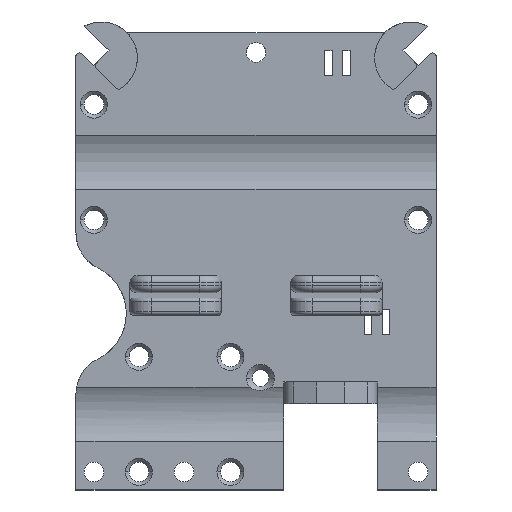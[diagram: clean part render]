
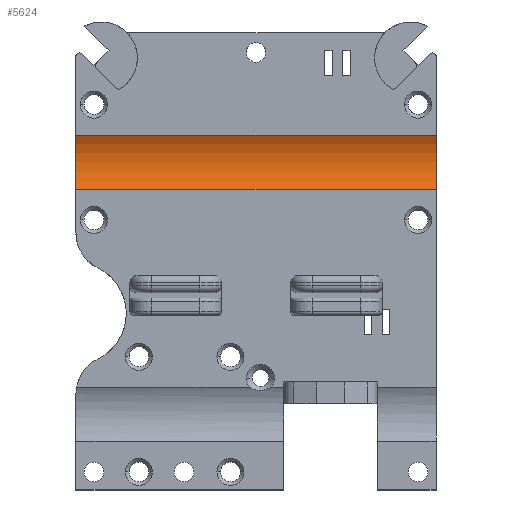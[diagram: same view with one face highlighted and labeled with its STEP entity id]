
A CAD part, top view. The second image highlights one B-rep face of the part: STEP entity #5624.
In plain terms, the highlighted cylindrical face has radius 15 mm (diameter 30 mm), a partial arc.
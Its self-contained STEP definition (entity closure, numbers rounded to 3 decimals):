
#23 = CARTESIAN_POINT ( 'NONE',  ( 0., 83.517, 6. ) ) ;
#113 = ORIENTED_EDGE ( 'NONE', *, *, #4012, .T. ) ;
#139 = VERTEX_POINT ( 'NONE', #5383 ) ;
#284 = EDGE_CURVE ( 'NONE', #7404, #7360, #10373, .T. ) ;
#1294 = EDGE_CURVE ( 'NONE', #139, #1513, #3075, .T. ) ;
#1392 = EDGE_LOOP ( 'NONE', ( #113, #5789, #6724, #8343 ) ) ;
#1513 = VERTEX_POINT ( 'NONE', #23 ) ;
#1917 = CARTESIAN_POINT ( 'NONE',  ( 0., 98.483, 6. ) ) ;
#2034 = AXIS2_PLACEMENT_3D ( 'NONE', #3200, #2301, #3093 ) ;
#2301 = DIRECTION ( 'NONE',  ( -1., 0., 0. ) ) ;
#2447 = CARTESIAN_POINT ( 'NONE',  ( 100., 91., 19. ) ) ;
#2708 = CIRCLE ( 'NONE', #2034, 15. ) ;
#3024 = CARTESIAN_POINT ( 'NONE',  ( 100., 91., 19. ) ) ;
#3075 = LINE ( 'NONE', #4553, #7012 ) ;
#3093 = DIRECTION ( 'NONE',  ( 0., 0., 1. ) ) ;
#3200 = CARTESIAN_POINT ( 'NONE',  ( 0., 91., 19. ) ) ;
#3708 = DIRECTION ( 'NONE',  ( 0., 0., 1. ) ) ;
#4012 = EDGE_CURVE ( 'NONE', #7360, #1513, #2708, .T. ) ;
#4553 = CARTESIAN_POINT ( 'NONE',  ( 100., 83.517, 6. ) ) ;
#4632 = AXIS2_PLACEMENT_3D ( 'NONE', #2447, #9645, #8708 ) ;
#5383 = CARTESIAN_POINT ( 'NONE',  ( 100., 83.517, 6. ) ) ;
#5485 = DIRECTION ( 'NONE',  ( -1., 0., 0. ) ) ;
#5624 = ADVANCED_FACE ( 'NONE', ( #8914 ), #6509, .F. ) ;
#5789 = ORIENTED_EDGE ( 'NONE', *, *, #1294, .F. ) ;
#6215 = EDGE_CURVE ( 'NONE', #7404, #139, #7479, .T. ) ;
#6334 = CARTESIAN_POINT ( 'NONE',  ( 100., 98.483, 6. ) ) ;
#6509 = CYLINDRICAL_SURFACE ( 'NONE', #4632, 15. ) ;
#6724 = ORIENTED_EDGE ( 'NONE', *, *, #6215, .F. ) ;
#6803 = VECTOR ( 'NONE', #5485, 1000. ) ;
#6975 = CARTESIAN_POINT ( 'NONE',  ( 100., 98.483, 6. ) ) ;
#7012 = VECTOR ( 'NONE', #9326, 1000. ) ;
#7360 = VERTEX_POINT ( 'NONE', #1917 ) ;
#7404 = VERTEX_POINT ( 'NONE', #6975 ) ;
#7479 = CIRCLE ( 'NONE', #9639, 15. ) ;
#8343 = ORIENTED_EDGE ( 'NONE', *, *, #284, .T. ) ;
#8593 = DIRECTION ( 'NONE',  ( -1., 0., 0. ) ) ;
#8708 = DIRECTION ( 'NONE',  ( 0., 0., 1. ) ) ;
#8914 = FACE_OUTER_BOUND ( 'NONE', #1392, .T. ) ;
#9326 = DIRECTION ( 'NONE',  ( -1., 0., 0. ) ) ;
#9639 = AXIS2_PLACEMENT_3D ( 'NONE', #3024, #8593, #3708 ) ;
#9645 = DIRECTION ( 'NONE',  ( -1., 0., 0. ) ) ;
#10373 = LINE ( 'NONE', #6334, #6803 ) ;
